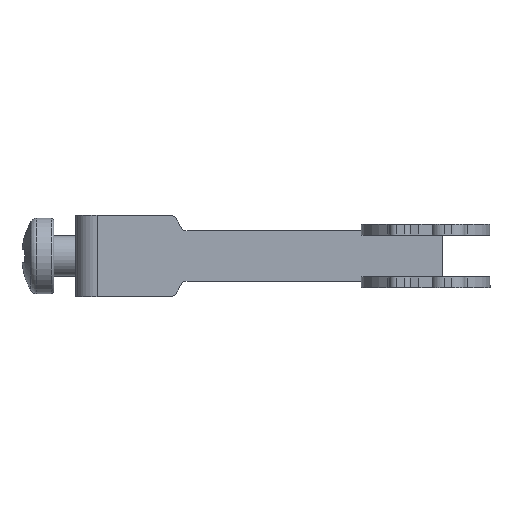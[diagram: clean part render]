
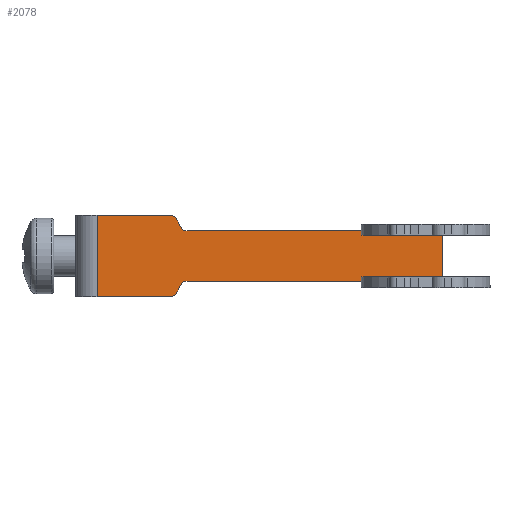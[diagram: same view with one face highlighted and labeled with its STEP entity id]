
A CAD part, left-side view. The second image highlights one B-rep face of the part: STEP entity #2078.
In plain terms, the highlighted planar face has unit normal (-1, 0, 0).
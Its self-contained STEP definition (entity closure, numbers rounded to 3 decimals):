
#112=CARTESIAN_POINT('',(2.56,1.754,0.59));
#113=VERTEX_POINT('',#112);
#122=CARTESIAN_POINT('',(2.56,1.792,0.525));
#123=VERTEX_POINT('',#122);
#124=CARTESIAN_POINT('',(2.56,1.754,0.59));
#125=DIRECTION('',(0.0,0.5,-0.866));
#126=VECTOR('',#125,0.075);
#127=LINE('',#124,#126);
#128=EDGE_CURVE('',#113,#123,#127,.T.);
#152=CARTESIAN_POINT('',(2.56,1.711,0.615));
#153=VERTEX_POINT('',#152);
#154=CARTESIAN_POINT('',(2.56,0.075,0.615));
#155=VERTEX_POINT('',#154);
#156=CARTESIAN_POINT('',(2.56,1.711,0.615));
#157=DIRECTION('',(0.0,-1.0,0.0));
#158=VECTOR('',#157,1.636);
#159=LINE('',#156,#158);
#160=EDGE_CURVE('',#153,#155,#159,.T.);
#194=CARTESIAN_POINT('',(2.56,-0.175,0.645));
#195=VERTEX_POINT('',#194);
#242=CARTESIAN_POINT('',(2.56,-0.175,0.955));
#243=VERTEX_POINT('',#242);
#250=CARTESIAN_POINT('',(2.56,-0.175,0.955));
#251=DIRECTION('',(0.0,0.0,-1.0));
#252=VECTOR('',#251,0.31);
#253=LINE('',#250,#252);
#254=EDGE_CURVE('',#243,#195,#253,.T.);
#397=CARTESIAN_POINT('',(2.56,1.711,0.565));
#398=DIRECTION('',(1.0,0.0,0.0));
#399=DIRECTION('',(0.0,0.0,-1.0));
#400=AXIS2_PLACEMENT_3D('',#397,#398,#399);
#401=CIRCLE('',#400,0.05);
#402=EDGE_CURVE('',#113,#153,#401,.T.);
#515=CARTESIAN_POINT('',(2.56,0.075,0.955));
#516=VERTEX_POINT('',#515);
#523=CARTESIAN_POINT('',(2.56,0.075,0.955));
#524=DIRECTION('',(0.0,-1.0,0.0));
#525=VECTOR('',#524,0.25);
#526=LINE('',#523,#525);
#527=EDGE_CURVE('',#516,#243,#526,.T.);
#682=CARTESIAN_POINT('',(2.56,0.075,0.985));
#683=VERTEX_POINT('',#682);
#690=CARTESIAN_POINT('',(2.56,0.075,0.955));
#691=DIRECTION('',(0.0,0.0,1.0));
#692=VECTOR('',#691,0.03);
#693=LINE('',#690,#692);
#694=EDGE_CURVE('',#516,#683,#693,.T.);
#706=CARTESIAN_POINT('',(2.56,1.754,1.01));
#707=VERTEX_POINT('',#706);
#722=CARTESIAN_POINT('',(2.56,1.792,1.075));
#723=VERTEX_POINT('',#722);
#730=CARTESIAN_POINT('',(2.56,1.792,1.075));
#731=DIRECTION('',(0.0,-0.5,-0.866));
#732=VECTOR('',#731,0.075);
#733=LINE('',#730,#732);
#734=EDGE_CURVE('',#723,#707,#733,.T.);
#898=CARTESIAN_POINT('',(2.56,1.835,1.1));
#899=VERTEX_POINT('',#898);
#940=CARTESIAN_POINT('',(2.56,2.375,1.1));
#941=VERTEX_POINT('',#940);
#949=CARTESIAN_POINT('',(2.56,1.835,1.1));
#950=DIRECTION('',(0.0,1.0,0.0));
#951=VECTOR('',#950,0.54);
#952=LINE('',#949,#951);
#953=EDGE_CURVE('',#899,#941,#952,.T.);
#1073=CARTESIAN_POINT('',(2.56,1.711,0.985));
#1074=VERTEX_POINT('',#1073);
#1081=CARTESIAN_POINT('',(2.56,0.075,0.985));
#1082=DIRECTION('',(0.0,1.0,0.0));
#1083=VECTOR('',#1082,1.636);
#1084=LINE('',#1081,#1083);
#1085=EDGE_CURVE('',#683,#1074,#1084,.T.);
#1392=CARTESIAN_POINT('',(2.56,2.375,0.5));
#1393=VERTEX_POINT('',#1392);
#1394=CARTESIAN_POINT('',(2.56,2.375,0.5));
#1395=DIRECTION('',(0.0,0.0,1.0));
#1396=VECTOR('',#1395,0.6);
#1397=LINE('',#1394,#1396);
#1398=EDGE_CURVE('',#1393,#941,#1397,.T.);
#1761=CARTESIAN_POINT('',(2.56,0.075,0.645));
#1762=VERTEX_POINT('',#1761);
#1763=CARTESIAN_POINT('',(2.56,-0.175,0.645));
#1764=DIRECTION('',(0.0,1.0,0.0));
#1765=VECTOR('',#1764,0.25);
#1766=LINE('',#1763,#1765);
#1767=EDGE_CURVE('',#195,#1762,#1766,.T.);
#1996=CARTESIAN_POINT('',(2.56,1.835,0.5));
#1997=VERTEX_POINT('',#1996);
#2006=CARTESIAN_POINT('',(2.56,1.835,0.55));
#2007=DIRECTION('',(1.0,0.0,0.0));
#2008=DIRECTION('',(0.0,0.0,-1.0));
#2009=AXIS2_PLACEMENT_3D('',#2006,#2007,#2008);
#2010=CIRCLE('',#2009,0.05);
#2011=EDGE_CURVE('',#123,#1997,#2010,.T.);
#2033=CARTESIAN_POINT('',(2.56,0.288,0.592));
#2034=DIRECTION('',(-1.0,0.0,0.0));
#2035=DIRECTION('',(0.0,0.0,1.0));
#2036=AXIS2_PLACEMENT_3D('',#2033,#2034,#2035);
#2037=PLANE('',#2036);
#2038=ORIENTED_EDGE('',*,*,#1767,.F.);
#2039=ORIENTED_EDGE('',*,*,#254,.F.);
#2040=ORIENTED_EDGE('',*,*,#527,.F.);
#2041=ORIENTED_EDGE('',*,*,#694,.T.);
#2042=ORIENTED_EDGE('',*,*,#1085,.T.);
#2043=CARTESIAN_POINT('',(2.56,1.711,1.035));
#2044=DIRECTION('',(-1.0,0.0,0.0));
#2045=DIRECTION('',(0.0,0.0,1.0));
#2046=AXIS2_PLACEMENT_3D('',#2043,#2044,#2045);
#2047=CIRCLE('',#2046,0.05);
#2048=EDGE_CURVE('',#707,#1074,#2047,.T.);
#2049=ORIENTED_EDGE('',*,*,#2048,.F.);
#2050=ORIENTED_EDGE('',*,*,#734,.F.);
#2051=CARTESIAN_POINT('',(2.56,1.835,1.05));
#2052=DIRECTION('',(-1.0,0.0,0.0));
#2053=DIRECTION('',(0.0,0.0,1.0));
#2054=AXIS2_PLACEMENT_3D('',#2051,#2052,#2053);
#2055=CIRCLE('',#2054,0.05);
#2056=EDGE_CURVE('',#723,#899,#2055,.T.);
#2057=ORIENTED_EDGE('',*,*,#2056,.T.);
#2058=ORIENTED_EDGE('',*,*,#953,.T.);
#2059=ORIENTED_EDGE('',*,*,#1398,.F.);
#2060=CARTESIAN_POINT('',(2.56,2.375,0.5));
#2061=DIRECTION('',(0.0,-1.0,0.0));
#2062=VECTOR('',#2061,0.54);
#2063=LINE('',#2060,#2062);
#2064=EDGE_CURVE('',#1393,#1997,#2063,.T.);
#2065=ORIENTED_EDGE('',*,*,#2064,.T.);
#2066=ORIENTED_EDGE('',*,*,#2011,.F.);
#2067=ORIENTED_EDGE('',*,*,#128,.F.);
#2068=ORIENTED_EDGE('',*,*,#402,.T.);
#2069=ORIENTED_EDGE('',*,*,#160,.T.);
#2070=CARTESIAN_POINT('',(2.56,0.075,0.615));
#2071=DIRECTION('',(0.0,0.0,1.0));
#2072=VECTOR('',#2071,0.03);
#2073=LINE('',#2070,#2072);
#2074=EDGE_CURVE('',#155,#1762,#2073,.T.);
#2075=ORIENTED_EDGE('',*,*,#2074,.T.);
#2076=EDGE_LOOP('',(#2038,#2039,#2040,#2041,#2042,#2049,#2050,#2057,#2058,#2059,#2065,#2066,#2067,#2068,#2069,#2075));
#2077=FACE_OUTER_BOUND('',#2076,.T.);
#2078=ADVANCED_FACE('',(#2077),#2037,.T.);
